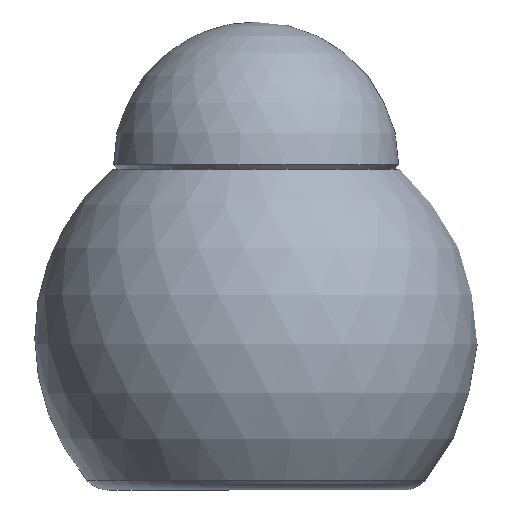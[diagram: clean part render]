
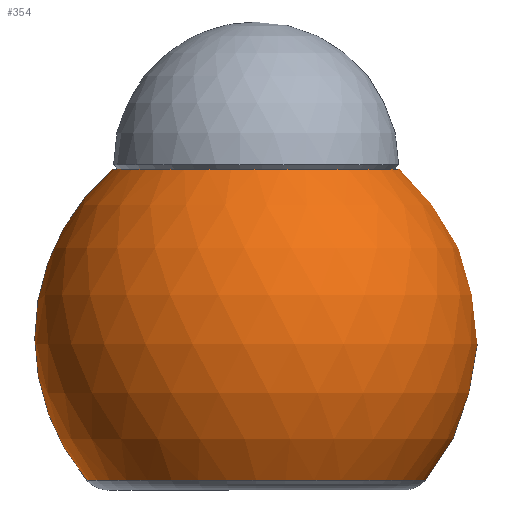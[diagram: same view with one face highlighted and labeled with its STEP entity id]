
A CAD part, front view. The second image highlights one B-rep face of the part: STEP entity #354.
In plain terms, the highlighted spherical face has radius 200 mm.
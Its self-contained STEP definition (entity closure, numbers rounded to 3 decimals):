
#33=SPHERICAL_SURFACE('',#456,200.);
#52=FACE_OUTER_BOUND('',#71,.T.);
#71=EDGE_LOOP('',(#257,#258,#259,#260,#261,#262,#263));
#98=CIRCLE('',#453,152.969);
#99=CIRCLE('',#454,152.969);
#100=CIRCLE('',#455,152.969);
#101=CIRCLE('',#457,129.677);
#102=CIRCLE('',#458,129.677);
#103=CIRCLE('',#459,200.);
#148=VERTEX_POINT('',#686);
#149=VERTEX_POINT('',#688);
#150=VERTEX_POINT('',#690);
#151=VERTEX_POINT('',#694);
#152=VERTEX_POINT('',#695);
#194=EDGE_CURVE('',#149,#148,#98,.T.);
#195=EDGE_CURVE('',#150,#149,#99,.T.);
#196=EDGE_CURVE('',#148,#150,#100,.T.);
#197=EDGE_CURVE('',#151,#152,#101,.T.);
#198=EDGE_CURVE('',#152,#151,#102,.T.);
#199=EDGE_CURVE('',#152,#150,#103,.T.);
#257=ORIENTED_EDGE('',*,*,#197,.F.);
#258=ORIENTED_EDGE('',*,*,#198,.F.);
#259=ORIENTED_EDGE('',*,*,#199,.T.);
#260=ORIENTED_EDGE('',*,*,#195,.T.);
#261=ORIENTED_EDGE('',*,*,#194,.T.);
#262=ORIENTED_EDGE('',*,*,#196,.T.);
#263=ORIENTED_EDGE('',*,*,#199,.F.);
#354=ADVANCED_FACE('',(#52),#33,.T.);
#453=AXIS2_PLACEMENT_3D('',#689,#542,#543);
#454=AXIS2_PLACEMENT_3D('',#691,#544,#545);
#455=AXIS2_PLACEMENT_3D('',#692,#546,#547);
#456=AXIS2_PLACEMENT_3D('',#693,#548,#549);
#457=AXIS2_PLACEMENT_3D('',#696,#550,#551);
#458=AXIS2_PLACEMENT_3D('',#697,#552,#553);
#459=AXIS2_PLACEMENT_3D('',#698,#554,#555);
#542=DIRECTION('center_axis',(0.,0.,
1.));
#543=DIRECTION('ref_axis',(-0.581,-0.814,0.));
#544=DIRECTION('center_axis',(0.,0.,
1.));
#545=DIRECTION('ref_axis',(-0.581,-0.814,0.));
#546=DIRECTION('center_axis',(0.,0.,
1.));
#547=DIRECTION('ref_axis',(-0.581,-0.814,0.));
#548=DIRECTION('center_axis',(0.,0.,1.));
#549=DIRECTION('ref_axis',(1.,0.,0.));
#550=DIRECTION('center_axis',(0.,0.,
1.));
#551=DIRECTION('ref_axis',(-0.581,-0.814,0.));
#552=DIRECTION('center_axis',(0.,0.,
1.));
#553=DIRECTION('ref_axis',(-0.581,-0.814,0.));
#554=DIRECTION('center_axis',(0.,-1.,0.));
#555=DIRECTION('ref_axis',(-1.,0.,0.));
#686=CARTESIAN_POINT('',(152.969,0.,-128.842));
#688=CARTESIAN_POINT('',(0.,-152.969,-128.842));
#689=CARTESIAN_POINT('Origin',(0.,0.,
-128.842));
#690=CARTESIAN_POINT('',(-152.969,0.,-128.842));
#691=CARTESIAN_POINT('Origin',(0.,0.,
-128.842));
#692=CARTESIAN_POINT('Origin',(0.,0.,
-128.842));
#693=CARTESIAN_POINT('Origin',(0.,0.,
0.));
#694=CARTESIAN_POINT('',(0.,-129.677,152.263));
#695=CARTESIAN_POINT('',(-129.677,0.,152.263));
#696=CARTESIAN_POINT('Origin',(0.,0.,
152.263));
#697=CARTESIAN_POINT('Origin',(0.,0.,
152.263));
#698=CARTESIAN_POINT('Origin',(0.,0.,
0.));
